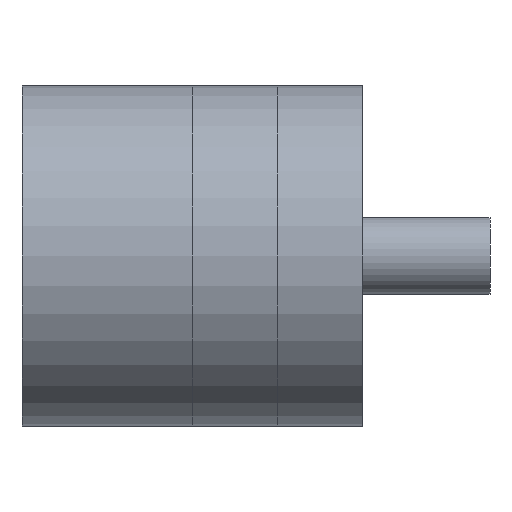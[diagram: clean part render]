
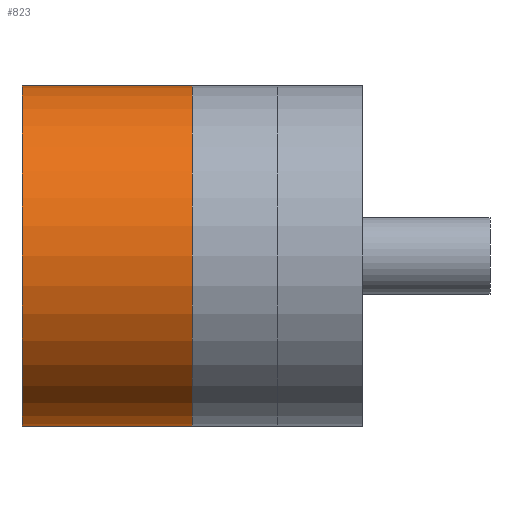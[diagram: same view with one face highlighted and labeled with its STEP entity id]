
A CAD part, left-side view. The second image highlights one B-rep face of the part: STEP entity #823.
In plain terms, the highlighted cylindrical face has radius 2 mm (diameter 4 mm), a partial arc.
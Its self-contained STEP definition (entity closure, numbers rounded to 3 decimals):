
#1 = VERTEX_POINT ( 'NONE', #334 ) ;
#48 = ORIENTED_EDGE ( 'NONE', *, *, #720, .T. ) ;
#70 = EDGE_CURVE ( 'NONE', #446, #842, #222, .T. ) ;
#78 = DIRECTION ( 'NONE',  ( 0., -1., 0. ) ) ;
#111 = LINE ( 'NONE', #639, #175 ) ;
#119 = CARTESIAN_POINT ( 'NONE',  ( 1., 1., -2. ) ) ;
#121 = ORIENTED_EDGE ( 'NONE', *, *, #793, .T. ) ;
#175 = VECTOR ( 'NONE', #590, 1000. ) ;
#222 = CIRCLE ( 'NONE', #351, 2. ) ;
#245 = DIRECTION ( 'NONE',  ( 0., 0., 1. ) ) ;
#252 = VECTOR ( 'NONE', #286, 1000. ) ;
#279 = VERTEX_POINT ( 'NONE', #119 ) ;
#286 = DIRECTION ( 'NONE',  ( 0., -1., 0. ) ) ;
#334 = CARTESIAN_POINT ( 'NONE',  ( 1., 1., 2. ) ) ;
#351 = AXIS2_PLACEMENT_3D ( 'NONE', #877, #486, #407 ) ;
#373 = CARTESIAN_POINT ( 'NONE',  ( 1., 3., -2. ) ) ;
#395 = EDGE_LOOP ( 'NONE', ( #121, #560, #402, #48 ) ) ;
#402 = ORIENTED_EDGE ( 'NONE', *, *, #70, .F. ) ;
#407 = DIRECTION ( 'NONE',  ( 0., 0., 1. ) ) ;
#446 = VERTEX_POINT ( 'NONE', #467 ) ;
#459 = CYLINDRICAL_SURFACE ( 'NONE', #1007, 2. ) ;
#467 = CARTESIAN_POINT ( 'NONE',  ( 1., 3., -2. ) ) ;
#486 = DIRECTION ( 'NONE',  ( 0., 1., 0. ) ) ;
#523 = CIRCLE ( 'NONE', #744, 2. ) ;
#545 = FACE_OUTER_BOUND ( 'NONE', #395, .T. ) ;
#560 = ORIENTED_EDGE ( 'NONE', *, *, #572, .F. ) ;
#572 = EDGE_CURVE ( 'NONE', #842, #1, #111, .T. ) ;
#590 = DIRECTION ( 'NONE',  ( 0., -1., 0. ) ) ;
#618 = DIRECTION ( 'NONE',  ( 0., 1., 0. ) ) ;
#631 = DIRECTION ( 'NONE',  ( 0., 0., -1. ) ) ;
#639 = CARTESIAN_POINT ( 'NONE',  ( 1., 3., 2. ) ) ;
#688 = CARTESIAN_POINT ( 'NONE',  ( 1., 3., 2. ) ) ;
#720 = EDGE_CURVE ( 'NONE', #446, #279, #745, .T. ) ;
#744 = AXIS2_PLACEMENT_3D ( 'NONE', #1006, #618, #245 ) ;
#745 = LINE ( 'NONE', #373, #252 ) ;
#761 = CARTESIAN_POINT ( 'NONE',  ( 1., 3., 0. ) ) ;
#793 = EDGE_CURVE ( 'NONE', #279, #1, #523, .T. ) ;
#823 = ADVANCED_FACE ( 'NONE', ( #545 ), #459, .T. ) ;
#842 = VERTEX_POINT ( 'NONE', #688 ) ;
#877 = CARTESIAN_POINT ( 'NONE',  ( 1., 3., 0. ) ) ;
#1006 = CARTESIAN_POINT ( 'NONE',  ( 1., 1., 0. ) ) ;
#1007 = AXIS2_PLACEMENT_3D ( 'NONE', #761, #78, #631 ) ;
